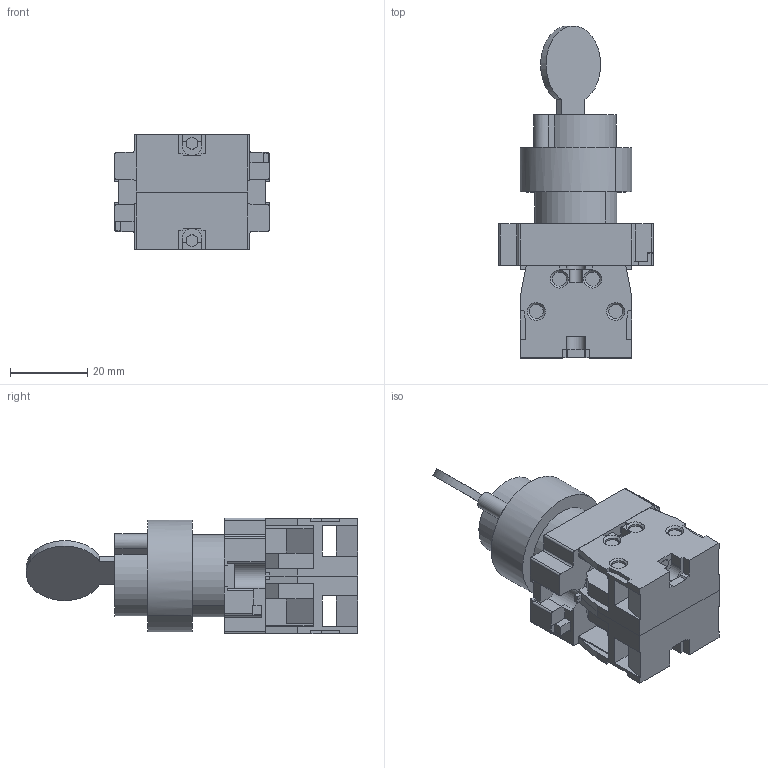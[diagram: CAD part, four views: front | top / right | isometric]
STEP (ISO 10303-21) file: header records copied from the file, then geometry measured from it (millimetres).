
FILE_DESCRIPTION((''),'2;1');
FILE_NAME('CDLA6H-BG45R_BE102_ASM','2023-08-23T',('sipei.wu'),(''),'PRO/ENGINEER BY PARAMETRIC TECHNOLOGY CORPORATION, 2015440','PRO/ENGINEER BY PARAMETRIC TECHNOLOGY CORPORATION, 2015440','');
FILE_SCHEMA(('CONFIG_CONTROL_DESIGN'));
Length unit declared in the file: millimetre
Products named in the file (7): PRT0003_2; PRT0004_2; PRT0005_2; PRT0006_3; ASM0003_ASM_2_ASM; ASM0002_ASM_2_ASM; CDLA6H-BG45R_BE102_ASM
Assembly tree (7 placements, depth 4):
  CDLA6H-BG45R_BE102_ASM
    ASM0002_ASM_2_ASM
      ASM0003_ASM_2_ASM
        PRT0003_2
        PRT0004_2
        PRT0005_2  x2
        PRT0006_3
Bounding box: 40 x 86 x 30 mm (x, y, z)
Volume: 39663.4 mm3; surface area: 16702.9 mm2
Topology: 4 solids, 4 shells, 299 faces, 867 edges, 578 vertices
Faces by surface type: plane 220, cylinder 61, cone 16, torus 2
Entity records: 6601 total; most frequent: CARTESIAN_POINT 1160, ORIENTED_EDGE 1118, DIRECTION 1117, EDGE_CURVE 559, VECTOR 427, LINE 427, VERTEX_POINT 372, AXIS2_PLACEMENT_3D 345
